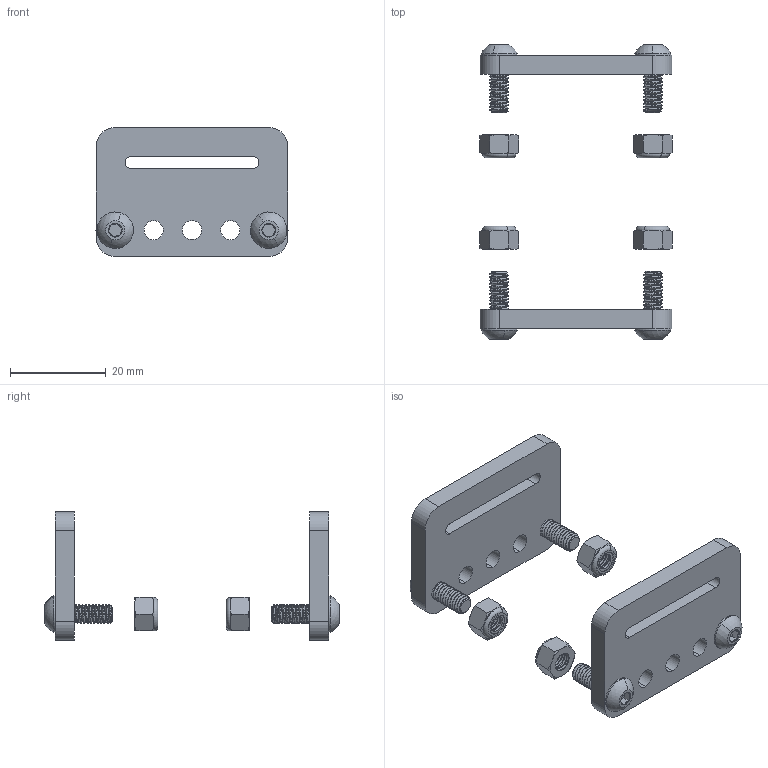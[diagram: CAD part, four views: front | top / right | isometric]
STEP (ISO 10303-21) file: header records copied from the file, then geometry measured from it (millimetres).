
FILE_DESCRIPTION (( 'STEP AP203' ), '1' );
FILE_NAME ('1209-0032-0001.STEP', '2021-04-26T15:19:52', ( '' ), ( '' ), 'SwSTEP 2.0', 'SolidWorks 2016', '' );
FILE_SCHEMA (( 'CONFIG_CONTROL_DESIGN' ));
Length unit declared in the file: millimetre
Products named in the file (4): 1209-0032-0001; 2802-0004-0012_92095A480; 1209-0032-0001 bracket; 2812-0004-0007_90576A103
Assembly tree (10 placements, depth 2):
  1209-0032-0001
    1209-0032-0001 bracket  x2
    2802-0004-0012_92095A480  x4
    2812-0004-0007_90576A103  x4
Bounding box: 40.08 x 61.41 x 26.92 mm (x, y, z)
Volume: 8766.7 mm3; surface area: 8531.2 mm2
Topology: 10 solids, 10 shells, 572 faces, 1476 edges, 940 vertices
Faces by surface type: cylinder 304, plane 108, cone 108, torus 24, bspline 20, sphere 8
Entity records: 14855 total; most frequent: CARTESIAN_POINT 10790, ORIENTED_EDGE 804, DIRECTION 668, EDGE_CURVE 402, AXIS2_PLACEMENT_3D 272, VERTEX_POINT 257, EDGE_LOOP 175, ADVANCED_FACE 155
